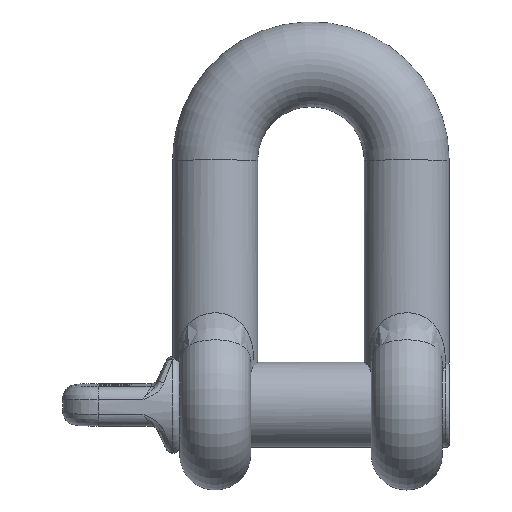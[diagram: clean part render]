
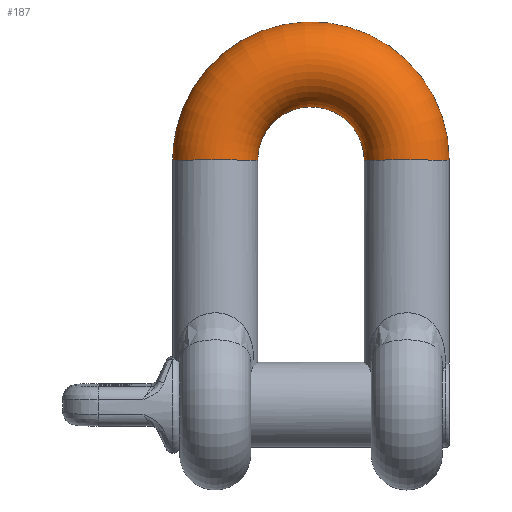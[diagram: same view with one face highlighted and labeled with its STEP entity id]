
A CAD part, top view. The second image highlights one B-rep face of the part: STEP entity #187.
In plain terms, the highlighted toroidal (fillet/blend) face has major radius 13.5 mm and minor radius 6 mm.
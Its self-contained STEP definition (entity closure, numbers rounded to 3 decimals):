
#129=TOROIDAL_SURFACE('',#920,13.5,6.);
#187=ADVANCED_FACE('',(#317,#318),#129,.T.);
#317=FACE_BOUND('',#339,.T.);
#318=FACE_BOUND('',#340,.T.);
#339=EDGE_LOOP('',(#421));
#340=EDGE_LOOP('',(#422));
#421=ORIENTED_EDGE('',*,*,#729,.T.);
#422=ORIENTED_EDGE('',*,*,#734,.F.);
#655=VERTEX_POINT('',#1258);
#660=VERTEX_POINT('',#1303);
#729=EDGE_CURVE('',#655,#655,#855,.T.);
#734=EDGE_CURVE('',#660,#660,#856,.T.);
#855=CIRCLE('',#906,6.);
#856=CIRCLE('',#910,6.);
#906=AXIS2_PLACEMENT_3D('',#1257,#1016,#1017);
#910=AXIS2_PLACEMENT_3D('',#1302,#1024,#1025);
#920=AXIS2_PLACEMENT_3D('',#1465,#1044,#1045);
#1016=DIRECTION('',(0.,1.,0.));
#1017=DIRECTION('',(-1.,0.,0.));
#1024=DIRECTION('',(0.,-1.,0.));
#1025=DIRECTION('',(1.,0.,0.));
#1044=DIRECTION('',(0.,0.,1.));
#1045=DIRECTION('',(1.,0.,0.));
#1257=CARTESIAN_POINT('',(13.5,34.5,0.));
#1258=CARTESIAN_POINT('',(7.5,34.5,0.));
#1302=CARTESIAN_POINT('',(-13.5,34.5,0.));
#1303=CARTESIAN_POINT('',(-7.5,34.5,0.));
#1465=CARTESIAN_POINT('',(0.,34.5,0.));
